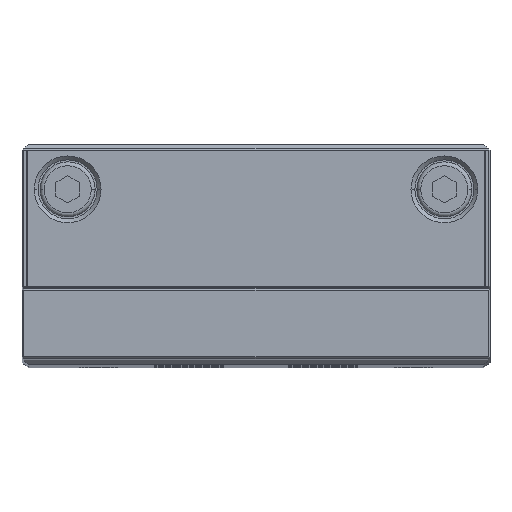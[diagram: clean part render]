
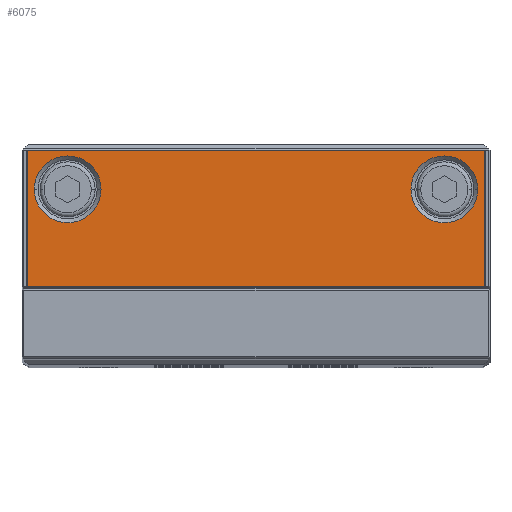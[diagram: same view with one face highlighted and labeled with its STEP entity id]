
A CAD part, top view. The second image highlights one B-rep face of the part: STEP entity #6075.
In plain terms, the highlighted planar face has unit normal (0, 0, 1).
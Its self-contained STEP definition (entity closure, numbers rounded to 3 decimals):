
#4561=FACE_BOUND('',#9072,.T.);
#4562=FACE_BOUND('',#9073,.T.);
#4563=FACE_BOUND('',#9074,.T.);
#4870=PLANE('',#30109);
#6075=ADVANCED_FACE('',(#4561,#4562,#4563),#4870,.T.);
#9072=EDGE_LOOP('',(#16083,#16084,#16085,#16086));
#9073=EDGE_LOOP('',(#16087,#16088));
#9074=EDGE_LOOP('',(#16089,#16090));
#10773=LINE('',#38870,#13378);
#10774=LINE('',#38873,#13379);
#10775=LINE('',#38875,#13380);
#10776=LINE('',#38877,#13381);
#13378=VECTOR('',#32240,1.);
#13379=VECTOR('',#32241,1.);
#13380=VECTOR('',#32242,1.);
#13381=VECTOR('',#32243,1.);
#16083=ORIENTED_EDGE('',*,*,#25729,.T.);
#16084=ORIENTED_EDGE('',*,*,#25730,.T.);
#16085=ORIENTED_EDGE('',*,*,#25731,.T.);
#16086=ORIENTED_EDGE('',*,*,#25732,.T.);
#16087=ORIENTED_EDGE('',*,*,#25655,.T.);
#16088=ORIENTED_EDGE('',*,*,#25728,.T.);
#16089=ORIENTED_EDGE('',*,*,#25659,.T.);
#16090=ORIENTED_EDGE('',*,*,#25727,.T.);
#23295=VERTEX_POINT('',#38716);
#23296=VERTEX_POINT('',#38718);
#23299=VERTEX_POINT('',#38725);
#23300=VERTEX_POINT('',#38727);
#23341=VERTEX_POINT('',#38871);
#23342=VERTEX_POINT('',#38872);
#23343=VERTEX_POINT('',#38874);
#23344=VERTEX_POINT('',#38876);
#25655=EDGE_CURVE('',#23296,#23295,#29333,.T.);
#25659=EDGE_CURVE('',#23300,#23299,#29335,.T.);
#25727=EDGE_CURVE('',#23299,#23300,#29358,.T.);
#25728=EDGE_CURVE('',#23295,#23296,#29359,.T.);
#25729=EDGE_CURVE('',#23341,#23342,#10773,.T.);
#25730=EDGE_CURVE('',#23342,#23343,#10774,.T.);
#25731=EDGE_CURVE('',#23343,#23344,#10775,.T.);
#25732=EDGE_CURVE('',#23344,#23341,#10776,.T.);
#29333=CIRCLE('',#30048,4.25);
#29335=CIRCLE('',#30051,4.25);
#29358=CIRCLE('',#30105,4.25);
#29359=CIRCLE('',#30107,4.25);
#30048=AXIS2_PLACEMENT_3D('',#38717,#32071,#32072);
#30051=AXIS2_PLACEMENT_3D('',#38726,#32079,#32080);
#30105=AXIS2_PLACEMENT_3D('',#38866,#32232,#32233);
#30107=AXIS2_PLACEMENT_3D('',#38868,#32236,#32237);
#30109=AXIS2_PLACEMENT_3D('',#38878,#32244,#32245);
#32071=DIRECTION('',(0.,0.,-1.));
#32072=DIRECTION('',(1.,0.,0.));
#32079=DIRECTION('',(0.,0.,-1.));
#32080=DIRECTION('',(1.,0.,0.));
#32232=DIRECTION('',(0.,0.,-1.));
#32233=DIRECTION('',(1.,0.,0.));
#32236=DIRECTION('',(0.,0.,-1.));
#32237=DIRECTION('',(1.,0.,0.));
#32240=DIRECTION('',(0.,-1.,0.));
#32241=DIRECTION('',(1.,0.,0.));
#32242=DIRECTION('',(0.,1.,0.));
#32243=DIRECTION('',(-1.,0.,0.));
#32244=DIRECTION('',(0.,0.,1.));
#32245=DIRECTION('',(-1.,0.,0.));
#38716=CARTESIAN_POINT('',(19.7,22.2,158.));
#38717=CARTESIAN_POINT('',(23.95,22.2,158.));
#38718=CARTESIAN_POINT('',(28.2,22.2,158.));
#38725=CARTESIAN_POINT('',(-28.2,22.2,158.));
#38726=CARTESIAN_POINT('',(-23.95,22.2,158.));
#38727=CARTESIAN_POINT('',(-19.7,22.2,158.));
#38866=CARTESIAN_POINT('',(-23.95,22.2,158.));
#38868=CARTESIAN_POINT('',(23.95,22.2,158.));
#38870=CARTESIAN_POINT('',(-29.1,9.7,158.));
#38871=CARTESIAN_POINT('',(-29.1,27.1,158.));
#38872=CARTESIAN_POINT('',(-29.1,9.8,158.));
#38873=CARTESIAN_POINT('',(29.2,9.8,158.));
#38874=CARTESIAN_POINT('',(29.1,9.8,158.));
#38875=CARTESIAN_POINT('',(29.1,27.2,158.));
#38876=CARTESIAN_POINT('',(29.1,27.1,158.));
#38877=CARTESIAN_POINT('',(-29.2,27.1,158.));
#38878=CARTESIAN_POINT('',(-29.2,9.7,158.));
